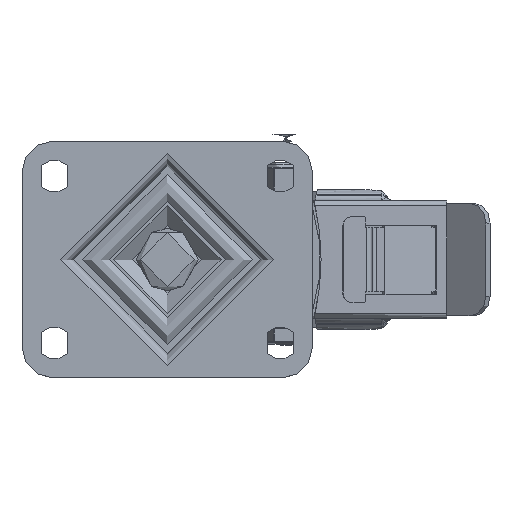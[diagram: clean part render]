
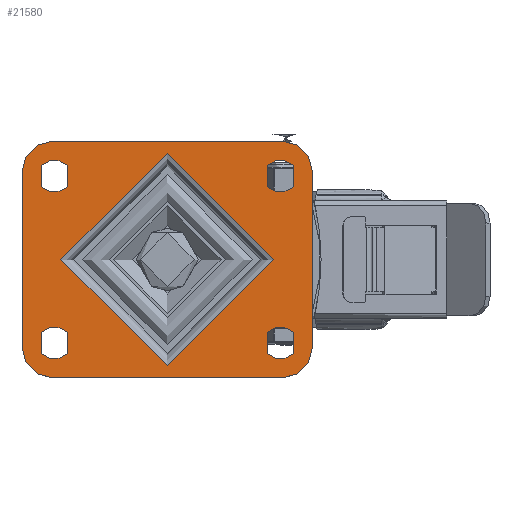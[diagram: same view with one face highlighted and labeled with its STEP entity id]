
A CAD part, top view. The second image highlights one B-rep face of the part: STEP entity #21580.
In plain terms, the highlighted planar face has unit normal (0, 0, 1).
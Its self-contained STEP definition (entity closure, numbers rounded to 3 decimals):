
#725=FACE_BOUND('',#3696,.T.);
#726=FACE_BOUND('',#3697,.T.);
#727=FACE_BOUND('',#3698,.T.);
#728=FACE_BOUND('',#3699,.T.);
#729=FACE_BOUND('',#3700,.T.);
#897=PLANE('',#23356);
#2408=FACE_OUTER_BOUND('',#3695,.T.);
#3695=EDGE_LOOP('',(#15074,#15075,#15076,#15077,#15078,#15079,#15080,#15081));
#3696=EDGE_LOOP('',(#15082));
#3697=EDGE_LOOP('',(#15083,#15084,#15085,#15086));
#3698=EDGE_LOOP('',(#15087,#15088,#15089,#15090));
#3699=EDGE_LOOP('',(#15091,#15092,#15093,#15094));
#3700=EDGE_LOOP('',(#15095,#15096,#15097,#15098));
#5269=LINE('',#32019,#6795);
#5270=LINE('',#32020,#6796);
#5271=LINE('',#32021,#6797);
#5272=LINE('',#32022,#6798);
#5273=LINE('',#32025,#6799);
#5274=LINE('',#32029,#6800);
#5275=LINE('',#32033,#6801);
#5276=LINE('',#32037,#6802);
#5277=LINE('',#32041,#6803);
#5278=LINE('',#32045,#6804);
#5279=LINE('',#32049,#6805);
#5280=LINE('',#32053,#6806);
#6795=VECTOR('',#25885,1000.);
#6796=VECTOR('',#25886,1000.);
#6797=VECTOR('',#25887,1000.);
#6798=VECTOR('',#25888,1000.);
#6799=VECTOR('',#25889,1000.);
#6800=VECTOR('',#25892,1000.);
#6801=VECTOR('',#25895,1000.);
#6802=VECTOR('',#25898,1000.);
#6803=VECTOR('',#25901,1000.);
#6804=VECTOR('',#25904,1000.);
#6805=VECTOR('',#25907,1000.);
#6806=VECTOR('',#25910,1000.);
#8361=CIRCLE('',#23311,14.);
#8363=CIRCLE('',#23314,14.);
#8365=CIRCLE('',#23317,14.);
#8367=CIRCLE('',#23320,14.);
#8381=CIRCLE('',#23339,49.416);
#8391=CIRCLE('',#23357,9.092);
#8392=CIRCLE('',#23358,9.092);
#8393=CIRCLE('',#23359,9.092);
#8394=CIRCLE('',#23360,9.092);
#8395=CIRCLE('',#23361,9.092);
#8396=CIRCLE('',#23362,9.092);
#8397=CIRCLE('',#23363,9.092);
#8398=CIRCLE('',#23364,9.092);
#9503=VERTEX_POINT('',#31925);
#9504=VERTEX_POINT('',#31926);
#9507=VERTEX_POINT('',#31934);
#9508=VERTEX_POINT('',#31935);
#9511=VERTEX_POINT('',#31943);
#9512=VERTEX_POINT('',#31944);
#9515=VERTEX_POINT('',#31952);
#9516=VERTEX_POINT('',#31953);
#9528=VERTEX_POINT('',#31987);
#9537=VERTEX_POINT('',#32023);
#9538=VERTEX_POINT('',#32024);
#9539=VERTEX_POINT('',#32026);
#9540=VERTEX_POINT('',#32028);
#9541=VERTEX_POINT('',#32031);
#9542=VERTEX_POINT('',#32032);
#9543=VERTEX_POINT('',#32034);
#9544=VERTEX_POINT('',#32036);
#9545=VERTEX_POINT('',#32039);
#9546=VERTEX_POINT('',#32040);
#9547=VERTEX_POINT('',#32042);
#9548=VERTEX_POINT('',#32044);
#9549=VERTEX_POINT('',#32047);
#9550=VERTEX_POINT('',#32048);
#9551=VERTEX_POINT('',#32050);
#9552=VERTEX_POINT('',#32052);
#11684=EDGE_CURVE('',#9503,#9504,#8361,.T.);
#11688=EDGE_CURVE('',#9507,#9508,#8363,.T.);
#11692=EDGE_CURVE('',#9511,#9512,#8365,.T.);
#11696=EDGE_CURVE('',#9515,#9516,#8367,.T.);
#11714=EDGE_CURVE('',#9528,#9528,#8381,.T.);
#11728=EDGE_CURVE('',#9512,#9515,#5269,.T.);
#11729=EDGE_CURVE('',#9508,#9511,#5270,.T.);
#11730=EDGE_CURVE('',#9504,#9507,#5271,.T.);
#11731=EDGE_CURVE('',#9516,#9503,#5272,.T.);
#11732=EDGE_CURVE('',#9537,#9538,#5273,.T.);
#11733=EDGE_CURVE('',#9538,#9539,#8391,.T.);
#11734=EDGE_CURVE('',#9539,#9540,#5274,.T.);
#11735=EDGE_CURVE('',#9540,#9537,#8392,.T.);
#11736=EDGE_CURVE('',#9541,#9542,#5275,.T.);
#11737=EDGE_CURVE('',#9542,#9543,#8393,.T.);
#11738=EDGE_CURVE('',#9543,#9544,#5276,.T.);
#11739=EDGE_CURVE('',#9544,#9541,#8394,.T.);
#11740=EDGE_CURVE('',#9545,#9546,#5277,.T.);
#11741=EDGE_CURVE('',#9546,#9547,#8395,.T.);
#11742=EDGE_CURVE('',#9547,#9548,#5278,.T.);
#11743=EDGE_CURVE('',#9548,#9545,#8396,.T.);
#11744=EDGE_CURVE('',#9549,#9550,#5279,.T.);
#11745=EDGE_CURVE('',#9550,#9551,#8397,.T.);
#11746=EDGE_CURVE('',#9551,#9552,#5280,.T.);
#11747=EDGE_CURVE('',#9552,#9549,#8398,.T.);
#15074=ORIENTED_EDGE('',*,*,#11696,.F.);
#15075=ORIENTED_EDGE('',*,*,#11728,.F.);
#15076=ORIENTED_EDGE('',*,*,#11692,.F.);
#15077=ORIENTED_EDGE('',*,*,#11729,.F.);
#15078=ORIENTED_EDGE('',*,*,#11688,.F.);
#15079=ORIENTED_EDGE('',*,*,#11730,.F.);
#15080=ORIENTED_EDGE('',*,*,#11684,.F.);
#15081=ORIENTED_EDGE('',*,*,#11731,.F.);
#15082=ORIENTED_EDGE('',*,*,#11714,.F.);
#15083=ORIENTED_EDGE('',*,*,#11732,.T.);
#15084=ORIENTED_EDGE('',*,*,#11733,.T.);
#15085=ORIENTED_EDGE('',*,*,#11734,.T.);
#15086=ORIENTED_EDGE('',*,*,#11735,.T.);
#15087=ORIENTED_EDGE('',*,*,#11736,.T.);
#15088=ORIENTED_EDGE('',*,*,#11737,.T.);
#15089=ORIENTED_EDGE('',*,*,#11738,.T.);
#15090=ORIENTED_EDGE('',*,*,#11739,.T.);
#15091=ORIENTED_EDGE('',*,*,#11740,.T.);
#15092=ORIENTED_EDGE('',*,*,#11741,.T.);
#15093=ORIENTED_EDGE('',*,*,#11742,.T.);
#15094=ORIENTED_EDGE('',*,*,#11743,.T.);
#15095=ORIENTED_EDGE('',*,*,#11744,.T.);
#15096=ORIENTED_EDGE('',*,*,#11745,.T.);
#15097=ORIENTED_EDGE('',*,*,#11746,.T.);
#15098=ORIENTED_EDGE('',*,*,#11747,.T.);
#21580=ADVANCED_FACE('',(#2408,#725,#726,#727,#728,#729),#897,.T.);
#23311=AXIS2_PLACEMENT_3D('',#31927,#25779,#25780);
#23314=AXIS2_PLACEMENT_3D('',#31936,#25787,#25788);
#23317=AXIS2_PLACEMENT_3D('',#31945,#25795,#25796);
#23320=AXIS2_PLACEMENT_3D('',#31954,#25803,#25804);
#23339=AXIS2_PLACEMENT_3D('',#31989,#25845,#25846);
#23356=AXIS2_PLACEMENT_3D('',#32018,#25883,#25884);
#23357=AXIS2_PLACEMENT_3D('',#32027,#25890,#25891);
#23358=AXIS2_PLACEMENT_3D('',#32030,#25893,#25894);
#23359=AXIS2_PLACEMENT_3D('',#32035,#25896,#25897);
#23360=AXIS2_PLACEMENT_3D('',#32038,#25899,#25900);
#23361=AXIS2_PLACEMENT_3D('',#32043,#25902,#25903);
#23362=AXIS2_PLACEMENT_3D('',#32046,#25905,#25906);
#23363=AXIS2_PLACEMENT_3D('',#32051,#25908,#25909);
#23364=AXIS2_PLACEMENT_3D('',#32054,#25911,#25912);
#25779=DIRECTION('center_axis',(0.,0.,-1.));
#25780=DIRECTION('ref_axis',(-0.707,0.707,0.));
#25787=DIRECTION('center_axis',(0.,0.,-1.));
#25788=DIRECTION('ref_axis',(0.707,0.707,0.));
#25795=DIRECTION('center_axis',(0.,0.,-1.));
#25796=DIRECTION('ref_axis',(0.707,-0.707,0.));
#25803=DIRECTION('center_axis',(0.,0.,-1.));
#25804=DIRECTION('ref_axis',(-0.707,-0.707,0.));
#25845=DIRECTION('center_axis',(0.,0.,1.));
#25846=DIRECTION('ref_axis',(-1.,0.,0.));
#25883=DIRECTION('center_axis',(0.,0.,1.));
#25884=DIRECTION('ref_axis',(1.,0.,0.));
#25885=DIRECTION('',(-1.,0.,0.));
#25886=DIRECTION('',(0.,-1.,0.));
#25887=DIRECTION('',(1.,0.,0.));
#25888=DIRECTION('',(0.,1.,0.));
#25889=DIRECTION('',(0.,1.,0.));
#25890=DIRECTION('center_axis',(0.,0.,-1.));
#25891=DIRECTION('ref_axis',(-0.671,0.742,0.));
#25892=DIRECTION('',(0.,-1.,0.));
#25893=DIRECTION('center_axis',(0.,0.,-1.));
#25894=DIRECTION('ref_axis',(-0.671,-0.742,0.));
#25895=DIRECTION('',(0.,1.,0.));
#25896=DIRECTION('center_axis',(0.,0.,-1.));
#25897=DIRECTION('ref_axis',(0.671,0.742,0.));
#25898=DIRECTION('',(0.,-1.,0.));
#25899=DIRECTION('center_axis',(0.,0.,-1.));
#25900=DIRECTION('ref_axis',(0.671,-0.742,0.));
#25901=DIRECTION('',(0.,-1.,0.));
#25902=DIRECTION('center_axis',(0.,0.,-1.));
#25903=DIRECTION('ref_axis',(-0.671,-0.742,0.));
#25904=DIRECTION('',(0.,1.,0.));
#25905=DIRECTION('center_axis',(0.,0.,-1.));
#25906=DIRECTION('ref_axis',(-0.671,0.742,0.));
#25907=DIRECTION('',(0.,-1.,0.));
#25908=DIRECTION('center_axis',(0.,0.,-1.));
#25909=DIRECTION('ref_axis',(0.671,-0.742,0.));
#25910=DIRECTION('',(0.,1.,0.));
#25911=DIRECTION('center_axis',(0.,0.,-1.));
#25912=DIRECTION('ref_axis',(0.671,0.742,0.));
#31925=CARTESIAN_POINT('',(-67.5,41.,0.));
#31926=CARTESIAN_POINT('',(-53.5,55.,0.));
#31927=CARTESIAN_POINT('Origin',(-53.5,41.,0.));
#31934=CARTESIAN_POINT('',(53.5,55.,0.));
#31935=CARTESIAN_POINT('',(67.5,41.,0.));
#31936=CARTESIAN_POINT('Origin',(53.5,41.,0.));
#31943=CARTESIAN_POINT('',(67.5,-41.,0.));
#31944=CARTESIAN_POINT('',(53.5,-55.,0.));
#31945=CARTESIAN_POINT('Origin',(53.5,-41.,0.));
#31952=CARTESIAN_POINT('',(-53.5,-55.,0.));
#31953=CARTESIAN_POINT('',(-67.5,-41.,0.));
#31954=CARTESIAN_POINT('Origin',(-53.5,-41.,0.));
#31987=CARTESIAN_POINT('',(49.416,0.,0.));
#31989=CARTESIAN_POINT('Origin',(0.,0.,0.));
#32018=CARTESIAN_POINT('Origin',(0.,0.,0.));
#32019=CARTESIAN_POINT('',(67.5,-55.,0.));
#32020=CARTESIAN_POINT('',(67.5,55.,0.));
#32021=CARTESIAN_POINT('',(-67.5,55.,0.));
#32022=CARTESIAN_POINT('',(-67.5,-55.,0.));
#32023=CARTESIAN_POINT('',(-58.6,33.75,0.));
#32024=CARTESIAN_POINT('',(-58.6,43.75,0.));
#32025=CARTESIAN_POINT('',(-58.6,40.,0.));
#32026=CARTESIAN_POINT('',(-46.4,43.75,0.));
#32027=CARTESIAN_POINT('Origin',(-52.5,37.008,0.));
#32028=CARTESIAN_POINT('',(-46.4,33.75,0.));
#32029=CARTESIAN_POINT('',(-46.4,37.5,0.));
#32030=CARTESIAN_POINT('Origin',(-52.5,40.492,0.));
#32031=CARTESIAN_POINT('',(-58.6,-43.75,0.));
#32032=CARTESIAN_POINT('',(-58.6,-33.75,0.));
#32033=CARTESIAN_POINT('',(-58.6,-40.,0.));
#32034=CARTESIAN_POINT('',(-46.4,-33.75,0.));
#32035=CARTESIAN_POINT('Origin',(-52.5,-40.492,0.));
#32036=CARTESIAN_POINT('',(-46.4,-43.75,0.));
#32037=CARTESIAN_POINT('',(-46.4,-37.5,0.));
#32038=CARTESIAN_POINT('Origin',(-52.5,-37.008,0.));
#32039=CARTESIAN_POINT('',(58.6,43.75,0.));
#32040=CARTESIAN_POINT('',(58.6,33.75,0.));
#32041=CARTESIAN_POINT('',(58.6,40.,0.));
#32042=CARTESIAN_POINT('',(46.4,33.75,0.));
#32043=CARTESIAN_POINT('Origin',(52.5,40.492,0.));
#32044=CARTESIAN_POINT('',(46.4,43.75,0.));
#32045=CARTESIAN_POINT('',(46.4,37.5,0.));
#32046=CARTESIAN_POINT('Origin',(52.5,37.008,0.));
#32047=CARTESIAN_POINT('',(58.6,-33.75,0.));
#32048=CARTESIAN_POINT('',(58.6,-43.75,0.));
#32049=CARTESIAN_POINT('',(58.6,-40.,0.));
#32050=CARTESIAN_POINT('',(46.4,-43.75,0.));
#32051=CARTESIAN_POINT('Origin',(52.5,-37.008,0.));
#32052=CARTESIAN_POINT('',(46.4,-33.75,0.));
#32053=CARTESIAN_POINT('',(46.4,-37.5,0.));
#32054=CARTESIAN_POINT('Origin',(52.5,-40.492,0.));
